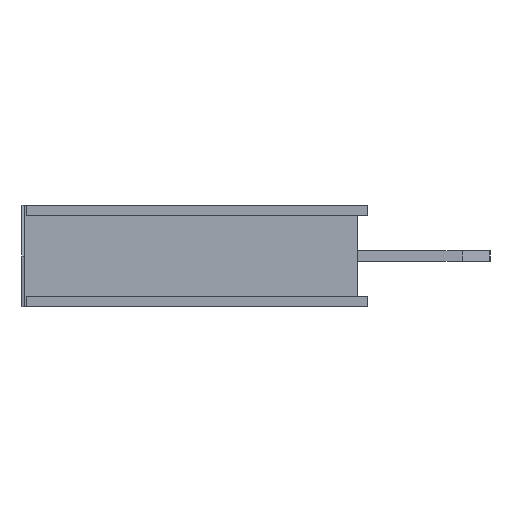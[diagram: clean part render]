
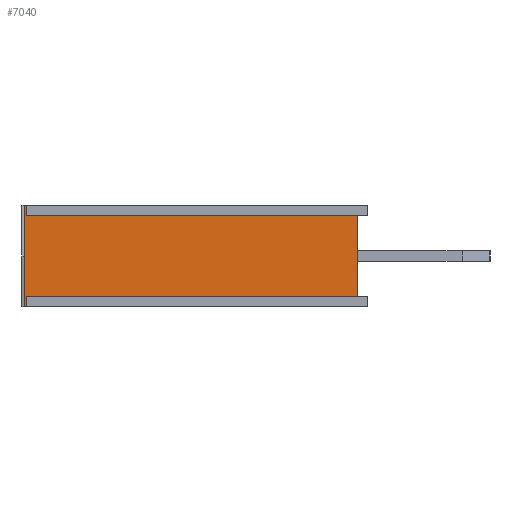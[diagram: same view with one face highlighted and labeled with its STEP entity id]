
A CAD part, left-side view. The second image highlights one B-rep face of the part: STEP entity #7040.
In plain terms, the highlighted planar face has unit normal (-1, 0, 0).
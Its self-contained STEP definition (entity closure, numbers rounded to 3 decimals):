
#252=FACE_OUTER_BOUND('',#652,.T.);
#652=EDGE_LOOP('',(#5368,#5369,#5370,#5371,#5372,#5373,#5374,#5375));
#1373=LINE('',#10517,#2365);
#1374=LINE('',#10519,#2366);
#1375=LINE('',#10521,#2367);
#1376=LINE('',#10523,#2368);
#1377=LINE('',#10525,#2369);
#1378=LINE('',#10527,#2370);
#1379=LINE('',#10529,#2371);
#1380=LINE('',#10530,#2372);
#2365=VECTOR('',#8587,10.);
#2366=VECTOR('',#8588,10.);
#2367=VECTOR('',#8589,10.);
#2368=VECTOR('',#8590,10.);
#2369=VECTOR('',#8591,10.);
#2370=VECTOR('',#8592,10.);
#2371=VECTOR('',#8593,10.);
#2372=VECTOR('',#8594,10.);
#3183=VERTEX_POINT('',#10515);
#3184=VERTEX_POINT('',#10516);
#3185=VERTEX_POINT('',#10518);
#3186=VERTEX_POINT('',#10520);
#3187=VERTEX_POINT('',#10522);
#3188=VERTEX_POINT('',#10524);
#3189=VERTEX_POINT('',#10526);
#3190=VERTEX_POINT('',#10528);
#3989=EDGE_CURVE('',#3183,#3184,#1373,.T.);
#3990=EDGE_CURVE('',#3185,#3184,#1374,.T.);
#3991=EDGE_CURVE('',#3186,#3185,#1375,.T.);
#3992=EDGE_CURVE('',#3187,#3186,#1376,.T.);
#3993=EDGE_CURVE('',#3188,#3187,#1377,.T.);
#3994=EDGE_CURVE('',#3189,#3188,#1378,.T.);
#3995=EDGE_CURVE('',#3190,#3189,#1379,.T.);
#3996=EDGE_CURVE('',#3183,#3190,#1380,.T.);
#5368=ORIENTED_EDGE('',*,*,#3989,.T.);
#5369=ORIENTED_EDGE('',*,*,#3990,.F.);
#5370=ORIENTED_EDGE('',*,*,#3991,.F.);
#5371=ORIENTED_EDGE('',*,*,#3992,.F.);
#5372=ORIENTED_EDGE('',*,*,#3993,.F.);
#5373=ORIENTED_EDGE('',*,*,#3994,.F.);
#5374=ORIENTED_EDGE('',*,*,#3995,.F.);
#5375=ORIENTED_EDGE('',*,*,#3996,.F.);
#6645=PLANE('',#7460);
#7040=ADVANCED_FACE('',(#252),#6645,.F.);
#7460=AXIS2_PLACEMENT_3D('',#10514,#8585,#8586);
#8585=DIRECTION('center_axis',(1.,0.,0.));
#8586=DIRECTION('ref_axis',(0.,0.,-1.));
#8587=DIRECTION('',(0.,0.,1.));
#8588=DIRECTION('',(0.,-1.,0.));
#8589=DIRECTION('',(0.,0.,-1.));
#8590=DIRECTION('',(0.,-1.,0.));
#8591=DIRECTION('',(0.,0.,1.));
#8592=DIRECTION('',(0.,1.,0.));
#8593=DIRECTION('',(0.,0.,-1.));
#8594=DIRECTION('',(0.,1.,0.));
#10514=CARTESIAN_POINT('Origin',(-0.02,0.,2.5));
#10515=CARTESIAN_POINT('',(-0.02,0.25,0.25));
#10516=CARTESIAN_POINT('',(-0.02,0.25,2.25));
#10517=CARTESIAN_POINT('',(-0.02,0.25,1.875));
#10518=CARTESIAN_POINT('',(-0.02,8.4,2.25));
#10519=CARTESIAN_POINT('',(-0.02,4.25,2.25));
#10520=CARTESIAN_POINT('',(-0.02,8.4,2.5));
#10521=CARTESIAN_POINT('',(-0.02,8.4,2.5));
#10522=CARTESIAN_POINT('',(-0.02,8.45,2.5));
#10523=CARTESIAN_POINT('',(-0.02,0.,2.5));
#10524=CARTESIAN_POINT('',(-0.02,8.45,0.));
#10525=CARTESIAN_POINT('',(-0.02,8.45,1.25));
#10526=CARTESIAN_POINT('',(-0.02,8.4,0.));
#10527=CARTESIAN_POINT('',(-0.02,0.,0.));
#10528=CARTESIAN_POINT('',(-0.02,8.4,0.25));
#10529=CARTESIAN_POINT('',(-0.02,8.4,2.5));
#10530=CARTESIAN_POINT('',(-0.02,0.,0.25));
